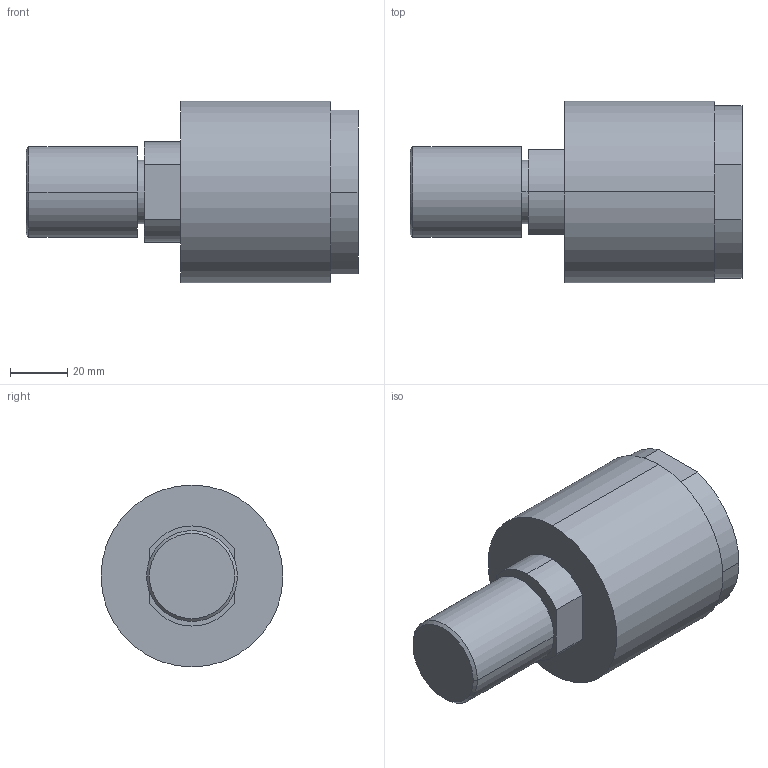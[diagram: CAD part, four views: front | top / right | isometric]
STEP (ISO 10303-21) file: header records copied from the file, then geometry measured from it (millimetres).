
FILE_DESCRIPTION((''),'2;1');
FILE_NAME('Ac1250','2000-06-30T11:57:02',(''),(''),'AutoCAD STEP 2000','AutoCAD 2000',', , ');
FILE_SCHEMA(('CONFIG_CONTROL_DESIGN'));
Length unit declared in the file: inch
Bounding box: 115.89 x 63.5 x 63.5 mm (x, y, z)
Volume: 202989.8 mm3; surface area: 28859.1 mm2
Topology: 1 solids, 1 shells, 29 faces, 64 edges, 42 vertices
Faces by surface type: cylinder 16, plane 9, cone 2, bspline 2
Entity records: 915 total; most frequent: DIRECTION 154, CARTESIAN_POINT 142, ORIENTED_EDGE 128, EDGE_CURVE 64, AXIS2_PLACEMENT_3D 62, VERTEX_POINT 42, CIRCLE 34, EDGE_LOOP 34
